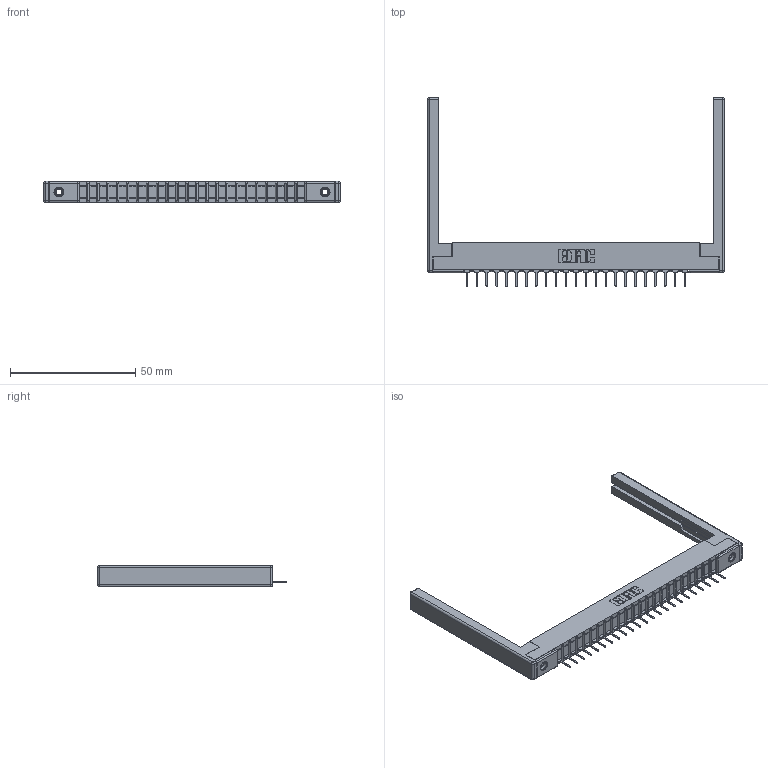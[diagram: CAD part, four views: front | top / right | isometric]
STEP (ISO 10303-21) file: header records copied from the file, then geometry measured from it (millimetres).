
FILE_DESCRIPTION (( 'STEP AP203' ), '1' );
FILE_NAME ('357-023-431-168.STEP', '2020-10-01T10:11:06', ( '' ), ( '' ), 'SwSTEP 2.0', 'SolidWorks 2020', '' );
FILE_SCHEMA (( 'CONFIG_CONTROL_DESIGN' ));
Length unit declared in the file: inch
Products named in the file (5): 345-250-001_345-250-001-102; 307-220-068; 307 Part_.156 Dia Mounting Holes; 307-290-001_531; 357-023-431-168
Assembly tree (28 placements, depth 2):
  357-023-431-168
    307 Part_.156 Dia Mounting Holes
    307-290-001_531  x23
    307-220-068  x2
    345-250-001_345-250-001-102  x2
Bounding box: 118.57 x 75.39 x 8.71 mm (x, y, z)
Volume: 12012.7 mm3; surface area: 15465.9 mm2
Topology: 28 solids, 28 shells, 1584 faces, 4439 edges, 2842 vertices
Faces by surface type: plane 1009, cylinder 503, sphere 56, cone 12, torus 4
Entity records: 24787 total; most frequent: CARTESIAN_POINT 4133, ORIENTED_EDGE 4108, DIRECTION 4048, EDGE_CURVE 2054, LINE 1566, VECTOR 1566, VERTEX_POINT 1326, AXIS2_PLACEMENT_3D 1241
